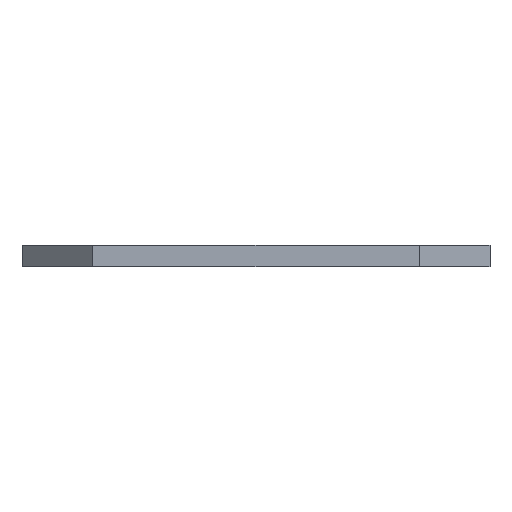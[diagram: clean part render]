
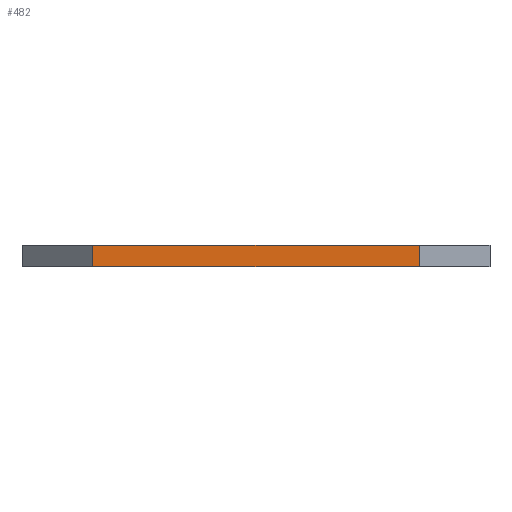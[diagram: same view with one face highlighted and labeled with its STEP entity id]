
A CAD part, left-side view. The second image highlights one B-rep face of the part: STEP entity #482.
In plain terms, the highlighted planar face has unit normal (-1, 0, 0).
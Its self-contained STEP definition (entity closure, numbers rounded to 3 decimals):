
#84 = ORIENTED_EDGE ( 'NONE', *, *, #1785, .F. ) ;
#145 = EDGE_CURVE ( 'NONE', #227, #747, #955, .T. ) ;
#152 = CARTESIAN_POINT ( 'NONE',  ( -92.5, 11.5, 0. ) ) ;
#227 = VERTEX_POINT ( 'NONE', #855 ) ;
#361 = VECTOR ( 'NONE', #1269, 1000. ) ;
#431 = VECTOR ( 'NONE', #1612, 1000. ) ;
#482 = ADVANCED_FACE ( 'NONE', ( #2687 ), #1822, .F. ) ;
#725 = DIRECTION ( 'NONE',  ( 1., 0., 0. ) ) ;
#747 = VERTEX_POINT ( 'NONE', #1905 ) ;
#760 = CARTESIAN_POINT ( 'NONE',  ( -92.5, 11.5, 1.5 ) ) ;
#809 = EDGE_CURVE ( 'NONE', #1446, #747, #1544, .T. ) ;
#855 = CARTESIAN_POINT ( 'NONE',  ( -92.5, 11.5, 0. ) ) ;
#955 = LINE ( 'NONE', #152, #361 ) ;
#1217 = CARTESIAN_POINT ( 'NONE',  ( -92.5, -11.5, 1.5 ) ) ;
#1264 = EDGE_LOOP ( 'NONE', ( #2197, #1430, #84, #2606 ) ) ;
#1269 = DIRECTION ( 'NONE',  ( 0., -1., 0. ) ) ;
#1284 = LINE ( 'NONE', #2267, #2347 ) ;
#1430 = ORIENTED_EDGE ( 'NONE', *, *, #809, .F. ) ;
#1446 = VERTEX_POINT ( 'NONE', #1217 ) ;
#1544 = LINE ( 'NONE', #1690, #1970 ) ;
#1612 = DIRECTION ( 'NONE',  ( 0., 0., -1. ) ) ;
#1690 = CARTESIAN_POINT ( 'NONE',  ( -92.5, -11.5, 1.5 ) ) ;
#1785 = EDGE_CURVE ( 'NONE', #2071, #1446, #1284, .T. ) ;
#1822 = PLANE ( 'NONE',  #2555 ) ;
#1900 = DIRECTION ( 'NONE',  ( 0., 0., -1. ) ) ;
#1905 = CARTESIAN_POINT ( 'NONE',  ( -92.5, -11.5, 0. ) ) ;
#1970 = VECTOR ( 'NONE', #1900, 1000. ) ;
#2023 = EDGE_CURVE ( 'NONE', #2071, #227, #2695, .T. ) ;
#2024 = CARTESIAN_POINT ( 'NONE',  ( -92.5, 11.5, 1.5 ) ) ;
#2071 = VERTEX_POINT ( 'NONE', #760 ) ;
#2197 = ORIENTED_EDGE ( 'NONE', *, *, #145, .T. ) ;
#2232 = DIRECTION ( 'NONE',  ( 0., 0., -1. ) ) ;
#2267 = CARTESIAN_POINT ( 'NONE',  ( -92.5, 11.5, 1.5 ) ) ;
#2347 = VECTOR ( 'NONE', #2471, 1000. ) ;
#2449 = CARTESIAN_POINT ( 'NONE',  ( -92.5, 11.5, 1.5 ) ) ;
#2471 = DIRECTION ( 'NONE',  ( 0., -1., 0. ) ) ;
#2555 = AXIS2_PLACEMENT_3D ( 'NONE', #2024, #725, #2232 ) ;
#2606 = ORIENTED_EDGE ( 'NONE', *, *, #2023, .T. ) ;
#2687 = FACE_OUTER_BOUND ( 'NONE', #1264, .T. ) ;
#2695 = LINE ( 'NONE', #2449, #431 ) ;
